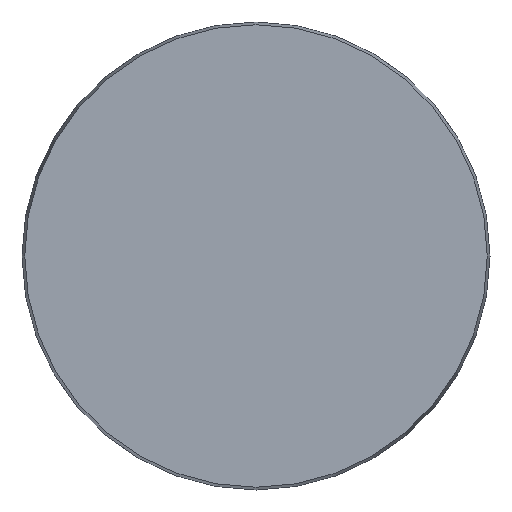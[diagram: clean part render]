
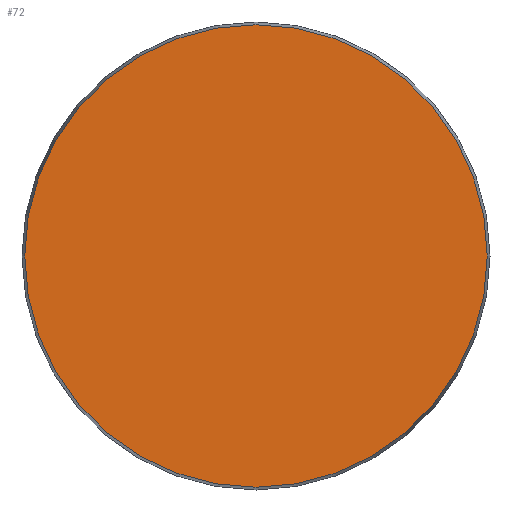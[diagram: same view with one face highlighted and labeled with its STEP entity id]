
A CAD part, front view. The second image highlights one B-rep face of the part: STEP entity #72.
In plain terms, the highlighted planar face has unit normal (0, -1, 0).
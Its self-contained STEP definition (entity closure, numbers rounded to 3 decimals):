
#72 = ADVANCED_FACE ( 'NONE', ( #133 ), #241, .F. ) ;
#94 = DIRECTION ( 'NONE',  ( 0., 0., 1. ) ) ;
#126 = AXIS2_PLACEMENT_3D ( 'NONE', #401, #360, #94 ) ;
#132 = CARTESIAN_POINT ( 'NONE',  ( 0., 0., -48.425 ) ) ;
#133 = FACE_OUTER_BOUND ( 'NONE', #393, .T. ) ;
#144 = CARTESIAN_POINT ( 'NONE',  ( 0., 0., 0. ) ) ;
#196 = EDGE_CURVE ( 'NONE', #483, #483, #387, .T. ) ;
#214 = AXIS2_PLACEMENT_3D ( 'NONE', #144, #339, #379 ) ;
#241 = PLANE ( 'NONE',  #126 ) ;
#327 = ORIENTED_EDGE ( 'NONE', *, *, #196, .T. ) ;
#339 = DIRECTION ( 'NONE',  ( 0., -1., 0. ) ) ;
#360 = DIRECTION ( 'NONE',  ( 0., 1., 0. ) ) ;
#379 = DIRECTION ( 'NONE',  ( 0., 0., -1. ) ) ;
#387 = CIRCLE ( 'NONE', #214, 48.425 ) ;
#393 = EDGE_LOOP ( 'NONE', ( #327 ) ) ;
#401 = CARTESIAN_POINT ( 'NONE',  ( -48.425, 0., 0. ) ) ;
#483 = VERTEX_POINT ( 'NONE', #132 ) ;
